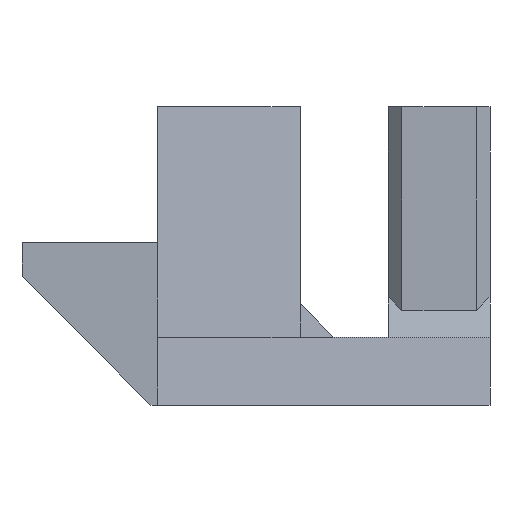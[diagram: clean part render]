
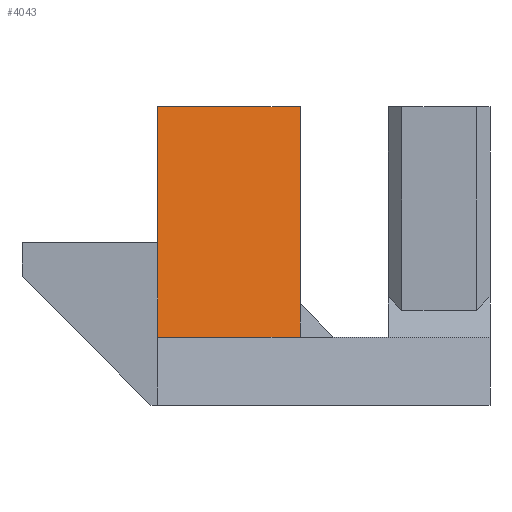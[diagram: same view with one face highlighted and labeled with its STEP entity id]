
A CAD part, left-side view. The second image highlights one B-rep face of the part: STEP entity #4043.
In plain terms, the highlighted planar face has unit normal (-0.932, -0.361, 0).
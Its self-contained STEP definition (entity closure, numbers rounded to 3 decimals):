
#763 = PLANE('',#764);
#764 = AXIS2_PLACEMENT_3D('',#765,#766,#767);
#765 = CARTESIAN_POINT('',(-21.,-28.,0.));
#766 = DIRECTION('',(-0.932,-0.362,0.));
#767 = DIRECTION('',(-0.362,0.932,0.));
#1961 = PLANE('',#1962);
#1962 = AXIS2_PLACEMENT_3D('',#1963,#1964,#1965);
#1963 = CARTESIAN_POINT('',(-40.,21.,24.));
#1964 = DIRECTION('',(1.,0.,0.));
#1965 = DIRECTION('',(0.,0.,1.));
#2068 = PLANE('',#2069);
#2069 = AXIS2_PLACEMENT_3D('',#2070,#2071,#2072);
#2070 = CARTESIAN_POINT('',(-40.,21.,10.));
#2071 = DIRECTION('',(0.,1.,0.));
#2072 = DIRECTION('',(1.,0.,0.));
#2089 = VERTEX_POINT('',#2090);
#2090 = CARTESIAN_POINT('',(-31.857,0.,10.));
#2104 = PLANE('',#2105);
#2105 = AXIS2_PLACEMENT_3D('',#2106,#2107,#2108);
#2106 = CARTESIAN_POINT('',(-40.,21.,10.));
#2107 = DIRECTION('',(0.932,0.362,0.));
#2108 = DIRECTION('',(0.362,-0.932,0.));
#2116 = EDGE_CURVE('',#2089,#2117,#2119,.T.);
#2117 = VERTEX_POINT('',#2118);
#2118 = CARTESIAN_POINT('',(-40.,21.,10.));
#2119 = SURFACE_CURVE('',#2120,(#2124,#2131),.PCURVE_S1.);
#2120 = LINE('',#2121,#2122);
#2121 = CARTESIAN_POINT('',(-21.,-28.,10.));
#2122 = VECTOR('',#2123,1.);
#2123 = DIRECTION('',(-0.362,0.932,0.));
#2124 = PCURVE('',#763,#2125);
#2125 = DEFINITIONAL_REPRESENTATION('',(#2126),#2130);
#2126 = LINE('',#2127,#2128);
#2127 = CARTESIAN_POINT('',(0.,-10.));
#2128 = VECTOR('',#2129,1.);
#2129 = DIRECTION('',(1.,0.));
#2130 = ( GEOMETRIC_REPRESENTATION_CONTEXT(2) 
PARAMETRIC_REPRESENTATION_CONTEXT() REPRESENTATION_CONTEXT('2D SPACE',''
  ) );
#2131 = PCURVE('',#2132,#2137);
#2132 = PLANE('',#2133);
#2133 = AXIS2_PLACEMENT_3D('',#2134,#2135,#2136);
#2134 = CARTESIAN_POINT('',(-40.,21.,10.));
#2135 = DIRECTION('',(0.932,0.362,0.));
#2136 = DIRECTION('',(0.362,-0.932,0.));
#2137 = DEFINITIONAL_REPRESENTATION('',(#2138),#2142);
#2138 = LINE('',#2139,#2140);
#2139 = CARTESIAN_POINT('',(52.555,0.));
#2140 = VECTOR('',#2141,1.);
#2141 = DIRECTION('',(-1.,0.));
#2142 = ( GEOMETRIC_REPRESENTATION_CONTEXT(2) 
PARAMETRIC_REPRESENTATION_CONTEXT() REPRESENTATION_CONTEXT('2D SPACE',''
  ) );
#2535 = PLANE('',#2536);
#2536 = AXIS2_PLACEMENT_3D('',#2537,#2538,#2539);
#2537 = CARTESIAN_POINT('',(-21.455,12.775,44.));
#2538 = DIRECTION('',(0.,0.,1.));
#2539 = DIRECTION('',(1.,0.,0.));
#2563 = PLANE('',#2564);
#2564 = AXIS2_PLACEMENT_3D('',#2565,#2566,#2567);
#2565 = CARTESIAN_POINT('',(-31.857,0.,10.));
#2566 = DIRECTION('',(0.,1.,0.));
#2567 = DIRECTION('',(1.,0.,0.));
#2627 = VERTEX_POINT('',#2628);
#2628 = CARTESIAN_POINT('',(-31.857,0.,15.));
#3842 = EDGE_CURVE('',#2117,#3843,#3845,.T.);
#3843 = VERTEX_POINT('',#3844);
#3844 = CARTESIAN_POINT('',(-40.,21.,24.));
#3845 = SURFACE_CURVE('',#3846,(#3850,#3857),.PCURVE_S1.);
#3846 = LINE('',#3847,#3848);
#3847 = CARTESIAN_POINT('',(-40.,21.,10.));
#3848 = VECTOR('',#3849,1.);
#3849 = DIRECTION('',(0.,0.,1.));
#3850 = PCURVE('',#1961,#3851);
#3851 = DEFINITIONAL_REPRESENTATION('',(#3852),#3856);
#3852 = LINE('',#3853,#3854);
#3853 = CARTESIAN_POINT('',(-14.,0.));
#3854 = VECTOR('',#3855,1.);
#3855 = DIRECTION('',(1.,0.));
#3856 = ( GEOMETRIC_REPRESENTATION_CONTEXT(2) 
PARAMETRIC_REPRESENTATION_CONTEXT() REPRESENTATION_CONTEXT('2D SPACE',''
  ) );
#3857 = PCURVE('',#2132,#3858);
#3858 = DEFINITIONAL_REPRESENTATION('',(#3859),#3863);
#3859 = LINE('',#3860,#3861);
#3860 = CARTESIAN_POINT('',(0.,0.));
#3861 = VECTOR('',#3862,1.);
#3862 = DIRECTION('',(0.,-1.));
#3863 = ( GEOMETRIC_REPRESENTATION_CONTEXT(2) 
PARAMETRIC_REPRESENTATION_CONTEXT() REPRESENTATION_CONTEXT('2D SPACE',''
  ) );
#3936 = EDGE_CURVE('',#3843,#3937,#3939,.T.);
#3937 = VERTEX_POINT('',#3938);
#3938 = CARTESIAN_POINT('',(-40.,21.,44.));
#3939 = SURFACE_CURVE('',#3940,(#3944,#3951),.PCURVE_S1.);
#3940 = LINE('',#3941,#3942);
#3941 = CARTESIAN_POINT('',(-40.,21.,10.));
#3942 = VECTOR('',#3943,1.);
#3943 = DIRECTION('',(0.,0.,1.));
#3944 = PCURVE('',#2068,#3945);
#3945 = DEFINITIONAL_REPRESENTATION('',(#3946),#3950);
#3946 = LINE('',#3947,#3948);
#3947 = CARTESIAN_POINT('',(0.,0.));
#3948 = VECTOR('',#3949,1.);
#3949 = DIRECTION('',(0.,-1.));
#3950 = ( GEOMETRIC_REPRESENTATION_CONTEXT(2) 
PARAMETRIC_REPRESENTATION_CONTEXT() REPRESENTATION_CONTEXT('2D SPACE',''
  ) );
#3951 = PCURVE('',#2132,#3952);
#3952 = DEFINITIONAL_REPRESENTATION('',(#3953),#3957);
#3953 = LINE('',#3954,#3955);
#3954 = CARTESIAN_POINT('',(0.,0.));
#3955 = VECTOR('',#3956,1.);
#3956 = DIRECTION('',(0.,-1.));
#3957 = ( GEOMETRIC_REPRESENTATION_CONTEXT(2) 
PARAMETRIC_REPRESENTATION_CONTEXT() REPRESENTATION_CONTEXT('2D SPACE',''
  ) );
#4021 = EDGE_CURVE('',#2089,#2627,#4022,.T.);
#4022 = SURFACE_CURVE('',#4023,(#4027,#4034),.PCURVE_S1.);
#4023 = LINE('',#4024,#4025);
#4024 = CARTESIAN_POINT('',(-31.857,0.,10.));
#4025 = VECTOR('',#4026,1.);
#4026 = DIRECTION('',(0.,0.,1.));
#4027 = PCURVE('',#2104,#4028);
#4028 = DEFINITIONAL_REPRESENTATION('',(#4029),#4033);
#4029 = LINE('',#4030,#4031);
#4030 = CARTESIAN_POINT('',(22.523,0.));
#4031 = VECTOR('',#4032,1.);
#4032 = DIRECTION('',(0.,-1.));
#4033 = ( GEOMETRIC_REPRESENTATION_CONTEXT(2) 
PARAMETRIC_REPRESENTATION_CONTEXT() REPRESENTATION_CONTEXT('2D SPACE',''
  ) );
#4034 = PCURVE('',#2132,#4035);
#4035 = DEFINITIONAL_REPRESENTATION('',(#4036),#4040);
#4036 = LINE('',#4037,#4038);
#4037 = CARTESIAN_POINT('',(22.523,0.));
#4038 = VECTOR('',#4039,1.);
#4039 = DIRECTION('',(0.,-1.));
#4040 = ( GEOMETRIC_REPRESENTATION_CONTEXT(2) 
PARAMETRIC_REPRESENTATION_CONTEXT() REPRESENTATION_CONTEXT('2D SPACE',''
  ) );
#4043 = ADVANCED_FACE('',(#4044),#2132,.F.);
#4044 = FACE_BOUND('',#4045,.F.);
#4045 = EDGE_LOOP('',(#4046,#4047,#4048,#4071,#4092,#4093));
#4046 = ORIENTED_EDGE('',*,*,#3842,.T.);
#4047 = ORIENTED_EDGE('',*,*,#3936,.T.);
#4048 = ORIENTED_EDGE('',*,*,#4049,.T.);
#4049 = EDGE_CURVE('',#3937,#4050,#4052,.T.);
#4050 = VERTEX_POINT('',#4051);
#4051 = CARTESIAN_POINT('',(-31.857,0.,44.));
#4052 = SURFACE_CURVE('',#4053,(#4057,#4064),.PCURVE_S1.);
#4053 = LINE('',#4054,#4055);
#4054 = CARTESIAN_POINT('',(-40.,21.,44.));
#4055 = VECTOR('',#4056,1.);
#4056 = DIRECTION('',(0.362,-0.932,0.));
#4057 = PCURVE('',#2132,#4058);
#4058 = DEFINITIONAL_REPRESENTATION('',(#4059),#4063);
#4059 = LINE('',#4060,#4061);
#4060 = CARTESIAN_POINT('',(0.,-34.));
#4061 = VECTOR('',#4062,1.);
#4062 = DIRECTION('',(1.,0.));
#4063 = ( GEOMETRIC_REPRESENTATION_CONTEXT(2) 
PARAMETRIC_REPRESENTATION_CONTEXT() REPRESENTATION_CONTEXT('2D SPACE',''
  ) );
#4064 = PCURVE('',#2535,#4065);
#4065 = DEFINITIONAL_REPRESENTATION('',(#4066),#4070);
#4066 = LINE('',#4067,#4068);
#4067 = CARTESIAN_POINT('',(-18.545,8.225));
#4068 = VECTOR('',#4069,1.);
#4069 = DIRECTION('',(0.362,-0.932));
#4070 = ( GEOMETRIC_REPRESENTATION_CONTEXT(2) 
PARAMETRIC_REPRESENTATION_CONTEXT() REPRESENTATION_CONTEXT('2D SPACE',''
  ) );
#4071 = ORIENTED_EDGE('',*,*,#4072,.F.);
#4072 = EDGE_CURVE('',#2627,#4050,#4073,.T.);
#4073 = SURFACE_CURVE('',#4074,(#4078,#4085),.PCURVE_S1.);
#4074 = LINE('',#4075,#4076);
#4075 = CARTESIAN_POINT('',(-31.857,0.,10.));
#4076 = VECTOR('',#4077,1.);
#4077 = DIRECTION('',(0.,0.,1.));
#4078 = PCURVE('',#2132,#4079);
#4079 = DEFINITIONAL_REPRESENTATION('',(#4080),#4084);
#4080 = LINE('',#4081,#4082);
#4081 = CARTESIAN_POINT('',(22.523,0.));
#4082 = VECTOR('',#4083,1.);
#4083 = DIRECTION('',(0.,-1.));
#4084 = ( GEOMETRIC_REPRESENTATION_CONTEXT(2) 
PARAMETRIC_REPRESENTATION_CONTEXT() REPRESENTATION_CONTEXT('2D SPACE',''
  ) );
#4085 = PCURVE('',#2563,#4086);
#4086 = DEFINITIONAL_REPRESENTATION('',(#4087),#4091);
#4087 = LINE('',#4088,#4089);
#4088 = CARTESIAN_POINT('',(0.,0.));
#4089 = VECTOR('',#4090,1.);
#4090 = DIRECTION('',(0.,-1.));
#4091 = ( GEOMETRIC_REPRESENTATION_CONTEXT(2) 
PARAMETRIC_REPRESENTATION_CONTEXT() REPRESENTATION_CONTEXT('2D SPACE',''
  ) );
#4092 = ORIENTED_EDGE('',*,*,#4021,.F.);
#4093 = ORIENTED_EDGE('',*,*,#2116,.T.);
